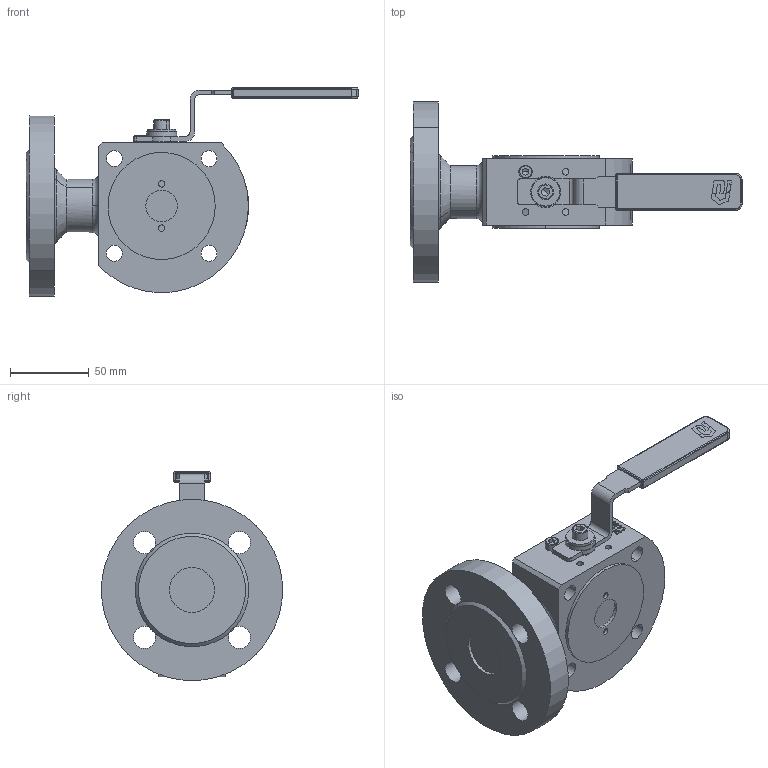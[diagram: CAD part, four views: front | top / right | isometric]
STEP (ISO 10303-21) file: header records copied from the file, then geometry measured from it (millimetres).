
FILE_DESCRIPTION(('HOOPS Exchange Step'),'2;1');
FILE_NAME('FK07_DN25.stp','2025-08-13T10:55:53+02:00',('nieru'),('Unknown organisation'),'HOOPS Exchange 2024.2','HOOPS Exchange','Unknown authorisation');
FILE_SCHEMA( ('AP203_CONFIGURATION_CONTROLLED_3D_DESIGN_OF_MECHANICAL_PARTS_AND_ASSEMBLIES_MIM_LF') );
Length unit declared in the file: millimetre
Products named in the file (2): 0; root
Assembly tree (1 placements, depth 2):
  root
    0
Bounding box: 210.52 x 114.56 x 132.29 mm (x, y, z)
Volume: 543930.9 mm3; surface area: 73762.4 mm2
Topology: 1 solids, 1 shells, 470 faces, 1423 edges, 994 vertices
Faces by surface type: bspline 199, plane 139, cylinder 108, torus 12, cone 8, sphere 4
Entity records: 19610 total; most frequent: CARTESIAN_POINT 8062, ORIENTED_EDGE 2830, DIRECTION 1540, EDGE_CURVE 1415, VERTEX_POINT 994, B_SPLINE_CURVE_WITH_KNOTS 604, VECTOR 598, LINE 598
